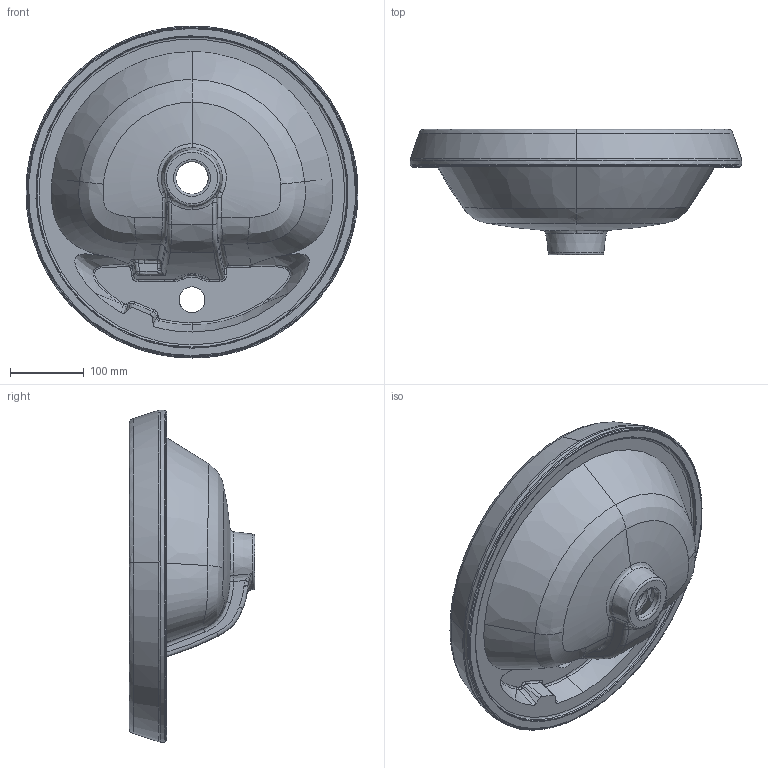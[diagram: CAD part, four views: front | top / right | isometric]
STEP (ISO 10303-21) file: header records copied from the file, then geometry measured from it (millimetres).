
FILE_DESCRIPTION(/* description */ (''),/* implementation_level */ '2;1');
FILE_NAME(/* name */ '5A6545_5A6546.stp',/* time_stamp */ '2021-02-03T16:17:43+01:00',/* author */ (''),/* organization */ (''),/* preprocessor_version */ 'ST-DEVELOPER v16.7',/* originating_system */ 'SIEMENS PLM Software NX 1863',/* authorisation */ '');
FILE_SCHEMA (('AUTOMOTIVE_DESIGN { 1 0 10303 214 3 1 1 1 }'));
Products named in the file (1): koeb37E05A39yl1x
Bounding box: 449.95 x 170 x 450 mm (x, y, z)
Volume: 3746166.9 mm3; surface area: 631132.2 mm2
Topology: 1 solids, 2 shells, 201 faces, 516 edges, 316 vertices
Faces by surface type: bspline 172, plane 13, cylinder 9, cone 7
Full cylindrical faces by diameter (mm): 25 x1, 35 x1, 44 x2, 450 x1
Entity records: 41758 total; most frequent: CARTESIAN_POINT 38415, ORIENTED_EDGE 986, EDGE_CURVE 493, B_SPLINE_CURVE_WITH_KNOTS 461, VERTEX_POINT 314, EDGE_LOOP 227, ADVANCED_FACE 201, FACE_OUTER_BOUND 176
